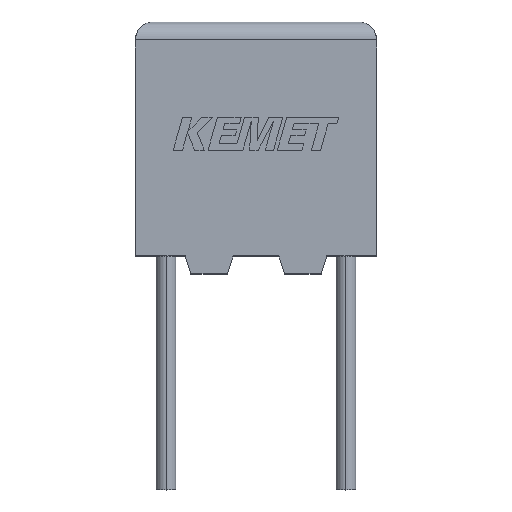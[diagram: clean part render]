
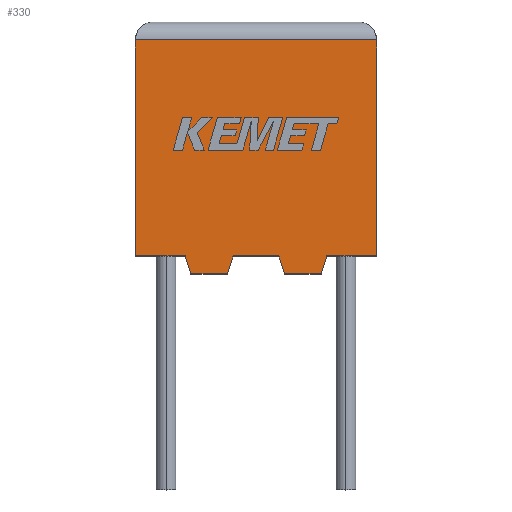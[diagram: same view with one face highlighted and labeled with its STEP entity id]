
A CAD part, top view. The second image highlights one B-rep face of the part: STEP entity #330.
In plain terms, the highlighted planar face has unit normal (0, 0, 1).
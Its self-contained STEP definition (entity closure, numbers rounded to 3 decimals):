
#64 = CARTESIAN_POINT ( 'NONE',  ( 2.711, 0., 3. ) ) ;
#131 = DIRECTION ( 'NONE',  ( -0.287, 0.958, 0. ) ) ;
#137 = VECTOR ( 'NONE', #2435, 1000. ) ;
#140 = DIRECTION ( 'NONE',  ( -1., 0., 0. ) ) ;
#164 = CARTESIAN_POINT ( 'NONE',  ( 0., 0., 3. ) ) ;
#207 = CARTESIAN_POINT ( 'NONE',  ( 6.7, 0., 3. ) ) ;
#229 = CARTESIAN_POINT ( 'NONE',  ( 5.314, 0., 3. ) ) ;
#241 = CARTESIAN_POINT ( 'NONE',  ( 0., 0., 3. ) ) ;
#253 = VERTEX_POINT ( 'NONE', #2258 ) ;
#259 = CARTESIAN_POINT ( 'NONE',  ( 0., 0., 3. ) ) ;
#322 = VECTOR ( 'NONE', #1387, 1000. ) ;
#330 = ADVANCED_FACE ( 'NONE', ( #721 ), #2500, .F. ) ;
#331 = CARTESIAN_POINT ( 'NONE',  ( 3.989, 0., 3. ) ) ;
#365 = VECTOR ( 'NONE', #2995, 1000. ) ;
#545 = ORIENTED_EDGE ( 'NONE', *, *, #2791, .T. ) ;
#591 = DIRECTION ( 'NONE',  ( 1., 0., 0. ) ) ;
#612 = ORIENTED_EDGE ( 'NONE', *, *, #739, .T. ) ;
#616 = CARTESIAN_POINT ( 'NONE',  ( 2.561, -0.5, 3. ) ) ;
#622 = VECTOR ( 'NONE', #591, 1000. ) ;
#697 = CARTESIAN_POINT ( 'NONE',  ( 5.164, -0.5, 3. ) ) ;
#721 = FACE_OUTER_BOUND ( 'NONE', #2117, .T. ) ;
#739 = EDGE_CURVE ( 'NONE', #253, #2553, #2900, .T. ) ;
#740 = VECTOR ( 'NONE', #790, 1000. ) ;
#790 = DIRECTION ( 'NONE',  ( -0.287, -0.958, 0. ) ) ;
#991 = LINE ( 'NONE', #2009, #3244 ) ;
#997 = VECTOR ( 'NONE', #1803, 1000. ) ;
#1000 = LINE ( 'NONE', #241, #365 ) ;
#1044 = CARTESIAN_POINT ( 'NONE',  ( 0., 6., 3. ) ) ;
#1051 = VERTEX_POINT ( 'NONE', #2324 ) ;
#1085 = ORIENTED_EDGE ( 'NONE', *, *, #2748, .F. ) ;
#1242 = ORIENTED_EDGE ( 'NONE', *, *, #1403, .T. ) ;
#1245 = EDGE_CURVE ( 'NONE', #1943, #2329, #1000, .T. ) ;
#1247 = VECTOR ( 'NONE', #131, 1000. ) ;
#1266 = CARTESIAN_POINT ( 'NONE',  ( 0., 0., 3. ) ) ;
#1299 = CARTESIAN_POINT ( 'NONE',  ( 1.536, -0.5, 3. ) ) ;
#1315 = LINE ( 'NONE', #1552, #997 ) ;
#1387 = DIRECTION ( 'NONE',  ( 0., 1., 0. ) ) ;
#1403 = EDGE_CURVE ( 'NONE', #1051, #1722, #2333, .T. ) ;
#1469 = DIRECTION ( 'NONE',  ( 1., 0., 0. ) ) ;
#1490 = CARTESIAN_POINT ( 'NONE',  ( 1.386, 0., 3. ) ) ;
#1552 = CARTESIAN_POINT ( 'NONE',  ( 0., 6., 3. ) ) ;
#1553 = VERTEX_POINT ( 'NONE', #1044 ) ;
#1580 = ORIENTED_EDGE ( 'NONE', *, *, #1890, .T. ) ;
#1583 = ORIENTED_EDGE ( 'NONE', *, *, #2191, .T. ) ;
#1611 = DIRECTION ( 'NONE',  ( 0.287, 0.958, 0. ) ) ;
#1618 = ORIENTED_EDGE ( 'NONE', *, *, #2752, .T. ) ;
#1637 = LINE ( 'NONE', #3136, #322 ) ;
#1661 = CARTESIAN_POINT ( 'NONE',  ( 4.139, -0.5, 3. ) ) ;
#1699 = ORIENTED_EDGE ( 'NONE', *, *, #2187, .F. ) ;
#1719 = LINE ( 'NONE', #1266, #2353 ) ;
#1722 = VERTEX_POINT ( 'NONE', #616 ) ;
#1803 = DIRECTION ( 'NONE',  ( -1., 0., 0. ) ) ;
#1874 = VERTEX_POINT ( 'NONE', #2235 ) ;
#1887 = VECTOR ( 'NONE', #2765, 1000. ) ;
#1890 = EDGE_CURVE ( 'NONE', #1722, #1943, #991, .T. ) ;
#1943 = VERTEX_POINT ( 'NONE', #64 ) ;
#1946 = DIRECTION ( 'NONE',  ( 0.287, -0.958, 0. ) ) ;
#1952 = DIRECTION ( 'NONE',  ( 0., 0., -1. ) ) ;
#1984 = LINE ( 'NONE', #229, #740 ) ;
#1994 = CARTESIAN_POINT ( 'NONE',  ( 0., 0., 3. ) ) ;
#2009 = CARTESIAN_POINT ( 'NONE',  ( 2.561, -0.5, 3. ) ) ;
#2016 = CARTESIAN_POINT ( 'NONE',  ( 0., 0., 3. ) ) ;
#2071 = EDGE_CURVE ( 'NONE', #2463, #1874, #2201, .T. ) ;
#2116 = EDGE_CURVE ( 'NONE', #1553, #2855, #2977, .T. ) ;
#2117 = EDGE_LOOP ( 'NONE', ( #1618, #2954, #2564, #1583, #545, #1242, #1580, #2233, #1085, #2767, #1699, #612 ) ) ;
#2132 = CARTESIAN_POINT ( 'NONE',  ( 6.7, 6., 3. ) ) ;
#2150 = CARTESIAN_POINT ( 'NONE',  ( 5.164, -0.5, 3. ) ) ;
#2187 = EDGE_CURVE ( 'NONE', #253, #2463, #1984, .T. ) ;
#2191 = EDGE_CURVE ( 'NONE', #2855, #2905, #1719, .T. ) ;
#2201 = LINE ( 'NONE', #697, #2203 ) ;
#2203 = VECTOR ( 'NONE', #140, 1000. ) ;
#2233 = ORIENTED_EDGE ( 'NONE', *, *, #1245, .T. ) ;
#2235 = CARTESIAN_POINT ( 'NONE',  ( 4.139, -0.5, 3. ) ) ;
#2258 = CARTESIAN_POINT ( 'NONE',  ( 5.314, 0., 3. ) ) ;
#2324 = CARTESIAN_POINT ( 'NONE',  ( 1.536, -0.5, 3. ) ) ;
#2329 = VERTEX_POINT ( 'NONE', #331 ) ;
#2333 = LINE ( 'NONE', #1299, #622 ) ;
#2336 = AXIS2_PLACEMENT_3D ( 'NONE', #259, #1952, #3008 ) ;
#2344 = EDGE_CURVE ( 'NONE', #2428, #1553, #1315, .T. ) ;
#2353 = VECTOR ( 'NONE', #1469, 1000. ) ;
#2428 = VERTEX_POINT ( 'NONE', #2132 ) ;
#2435 = DIRECTION ( 'NONE',  ( 1., 0., 0. ) ) ;
#2463 = VERTEX_POINT ( 'NONE', #2150 ) ;
#2480 = CARTESIAN_POINT ( 'NONE',  ( 1.386, 0., 3. ) ) ;
#2500 = PLANE ( 'NONE',  #2336 ) ;
#2553 = VERTEX_POINT ( 'NONE', #207 ) ;
#2564 = ORIENTED_EDGE ( 'NONE', *, *, #2116, .T. ) ;
#2748 = EDGE_CURVE ( 'NONE', #1874, #2329, #2923, .T. ) ;
#2752 = EDGE_CURVE ( 'NONE', #2553, #2428, #1637, .T. ) ;
#2765 = DIRECTION ( 'NONE',  ( 0., -1., 0. ) ) ;
#2767 = ORIENTED_EDGE ( 'NONE', *, *, #2071, .F. ) ;
#2791 = EDGE_CURVE ( 'NONE', #2905, #1051, #3184, .T. ) ;
#2855 = VERTEX_POINT ( 'NONE', #1994 ) ;
#2900 = LINE ( 'NONE', #164, #137 ) ;
#2905 = VERTEX_POINT ( 'NONE', #2480 ) ;
#2923 = LINE ( 'NONE', #1661, #1247 ) ;
#2954 = ORIENTED_EDGE ( 'NONE', *, *, #2344, .T. ) ;
#2977 = LINE ( 'NONE', #2016, #1887 ) ;
#2995 = DIRECTION ( 'NONE',  ( 1., 0., 0. ) ) ;
#3008 = DIRECTION ( 'NONE',  ( -1., 0., 0. ) ) ;
#3037 = VECTOR ( 'NONE', #1946, 1000. ) ;
#3136 = CARTESIAN_POINT ( 'NONE',  ( 6.7, 0., 3. ) ) ;
#3184 = LINE ( 'NONE', #1490, #3037 ) ;
#3244 = VECTOR ( 'NONE', #1611, 1000. ) ;
